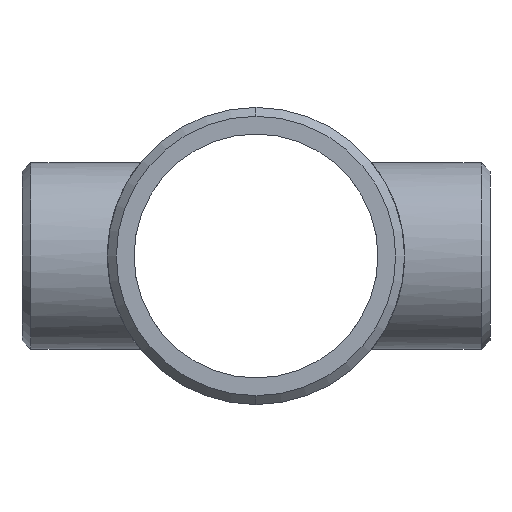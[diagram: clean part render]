
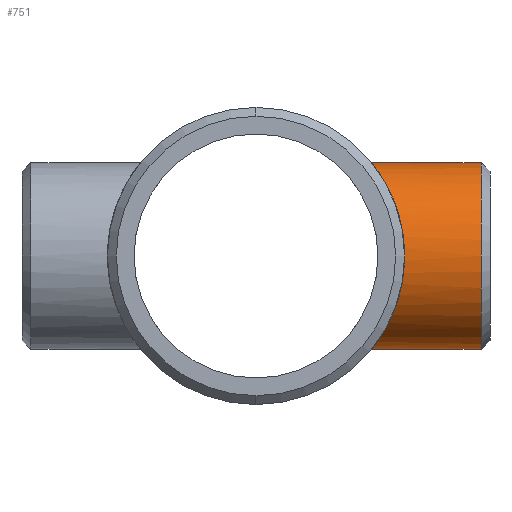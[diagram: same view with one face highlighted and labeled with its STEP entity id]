
A CAD part, left-side view. The second image highlights one B-rep face of the part: STEP entity #751.
In plain terms, the highlighted cylindrical face has radius 44.45 mm (diameter 88.9 mm), a partial arc.
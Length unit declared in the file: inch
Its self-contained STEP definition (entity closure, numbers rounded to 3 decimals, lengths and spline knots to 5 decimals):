
#44 = CARTESIAN_POINT ( 'NONE',  ( 0., -4.38, -1.75 ) ) ;
#53 = DIRECTION ( 'NONE',  ( 0., 1., 0. ) ) ;
#66 = CARTESIAN_POINT ( 'NONE',  ( -1.41675, -2.58471, 1.02881 ) ) ;
#88 = CARTESIAN_POINT ( 'NONE',  ( -1.68905, -2.74353, -0.46153 ) ) ;
#89 = EDGE_CURVE ( 'NONE', #934, #170, #1228, .T. ) ;
#94 = CARTESIAN_POINT ( 'NONE',  ( -1.31533, -2.52975, -1.15969 ) ) ;
#102 = CARTESIAN_POINT ( 'NONE',  ( -1.74367, -2.77752, 0.15159 ) ) ;
#110 = CARTESIAN_POINT ( 'NONE',  ( 0., -2.162, 1.75 ) ) ;
#113 = ORIENTED_EDGE ( 'NONE', *, *, #89, .T. ) ;
#116 = DIRECTION ( 'NONE',  ( 0., 1., 0. ) ) ;
#142 = DIRECTION ( 'NONE',  ( 0., 0., -1. ) ) ;
#144 = ORIENTED_EDGE ( 'NONE', *, *, #609, .F. ) ;
#162 = CARTESIAN_POINT ( 'NONE',  ( -1.31155, -2.52866, 1.15893 ) ) ;
#170 = VERTEX_POINT ( 'NONE', #815 ) ;
#171 = CARTESIAN_POINT ( 'NONE',  ( 0., -4.21333, 1.75 ) ) ;
#183 = CARTESIAN_POINT ( 'NONE',  ( -1.25436, -2.49947, 1.2206 ) ) ;
#190 = CARTESIAN_POINT ( 'NONE',  ( -1.65599, -2.72309, 0.57763 ) ) ;
#196 = CARTESIAN_POINT ( 'NONE',  ( -1.0697, -2.41068, 1.3895 ) ) ;
#204 = CARTESIAN_POINT ( 'NONE',  ( -1.73857, -2.77426, -0.2316 ) ) ;
#205 = EDGE_LOOP ( 'NONE', ( #767, #113, #485, #144 ) ) ;
#216 = CARTESIAN_POINT ( 'NONE',  ( 0., -2.162, -1.75 ) ) ;
#238 = CARTESIAN_POINT ( 'NONE',  ( -0.02984, -2.16215, -1.74981 ) ) ;
#261 = CARTESIAN_POINT ( 'NONE',  ( -1.6904, -2.74433, 0.46744 ) ) ;
#284 = CARTESIAN_POINT ( 'NONE',  ( -0.40977, -2.19977, -1.70234 ) ) ;
#291 = CARTESIAN_POINT ( 'NONE',  ( -1.72557, -2.76618, 0.29709 ) ) ;
#296 = CARTESIAN_POINT ( 'NONE',  ( -1.73454, -2.7718, 0.23944 ) ) ;
#302 = CARTESIAN_POINT ( 'NONE',  ( -1.48073, -2.62043, -0.93315 ) ) ;
#321 = CARTESIAN_POINT ( 'NONE',  ( -0.11907, -2.16507, -1.7462 ) ) ;
#355 = CARTESIAN_POINT ( 'NONE',  ( -1.75022, -2.78164, -0.11497 ) ) ;
#365 = CIRCLE ( 'NONE', #965, 1.75 ) ;
#378 = CARTESIAN_POINT ( 'NONE',  ( -0.62927, -2.25157, -1.6332 ) ) ;
#384 = CARTESIAN_POINT ( 'NONE',  ( -1.74599, -2.77898, 0.12207 ) ) ;
#391 = CARTESIAN_POINT ( 'NONE',  ( -1.02446, -2.39207, -1.41988 ) ) ;
#397 = CARTESIAN_POINT ( 'NONE',  ( -1.74913, -2.78096, 0.06257 ) ) ;
#427 = CARTESIAN_POINT ( 'NONE',  ( -0.05962, -2.16277, -1.74905 ) ) ;
#442 = CARTESIAN_POINT ( 'NONE',  ( 0., -4.21333, 0. ) ) ;
#451 = DIRECTION ( 'NONE',  ( 0., 1., 0. ) ) ;
#461 = CARTESIAN_POINT ( 'NONE',  ( -0.62739, -2.25064, 1.63466 ) ) ;
#482 = CARTESIAN_POINT ( 'NONE',  ( -0.11858, -2.162, 1.75 ) ) ;
#485 = ORIENTED_EDGE ( 'NONE', *, *, #743, .T. ) ;
#488 = CARTESIAN_POINT ( 'NONE',  ( -1.15534, -2.45037, 1.31916 ) ) ;
#496 = CARTESIAN_POINT ( 'NONE',  ( -0.78804, -2.29894, -1.56673 ) ) ;
#503 = CARTESIAN_POINT ( 'NONE',  ( -1.63483, -2.71046, -0.627 ) ) ;
#531 = CYLINDRICAL_SURFACE ( 'NONE', #701, 1.75 ) ;
#559 = CARTESIAN_POINT ( 'NONE',  ( -0.65605, -2.25921, -1.62263 ) ) ;
#579 = CARTESIAN_POINT ( 'NONE',  ( -0.32423, -2.18599, -1.71995 ) ) ;
#585 = CARTESIAN_POINT ( 'NONE',  ( -1.74994, -2.78146, 0.03287 ) ) ;
#590 = CARTESIAN_POINT ( 'NONE',  ( -0.8578, -2.32584, 1.52561 ) ) ;
#600 = CARTESIAN_POINT ( 'NONE',  ( -1.65463, -2.72247, -0.5728 ) ) ;
#609 = EDGE_CURVE ( 'NONE', #1296, #972, #1132, .T. ) ;
#638 = CARTESIAN_POINT ( 'NONE',  ( -0.01488, -2.162, -1.75 ) ) ;
#660 = CARTESIAN_POINT ( 'NONE',  ( -1.51032, -2.63726, -0.88445 ) ) ;
#682 = CARTESIAN_POINT ( 'NONE',  ( -0.73208, -2.28204, 1.59053 ) ) ;
#692 = CARTESIAN_POINT ( 'NONE',  ( -0.88235, -2.33501, 1.51154 ) ) ;
#698 = CARTESIAN_POINT ( 'NONE',  ( -0.23729, -2.17479, -1.73409 ) ) ;
#701 = AXIS2_PLACEMENT_3D ( 'NONE', #718, #116, #142 ) ;
#718 = CARTESIAN_POINT ( 'NONE',  ( 0., -4.38, 0. ) ) ;
#727 = CARTESIAN_POINT ( 'NONE',  ( -0.20786, -2.17177, -1.73787 ) ) ;
#743 = EDGE_CURVE ( 'NONE', #170, #972, #1006, .T. ) ;
#751 = ADVANCED_FACE ( 'NONE', ( #1034 ), #531, .T. ) ;
#759 = CARTESIAN_POINT ( 'NONE',  ( -1.2738, -2.50929, 1.2003 ) ) ;
#762 = DIRECTION ( 'NONE',  ( 0., 0., -1. ) ) ;
#767 = ORIENTED_EDGE ( 'NONE', *, *, #839, .T. ) ;
#779 = CARTESIAN_POINT ( 'NONE',  ( -0.54812, -2.23024, -1.6622 ) ) ;
#786 = CARTESIAN_POINT ( 'NONE',  ( -0.88626, -2.33509, -1.51307 ) ) ;
#793 = CARTESIAN_POINT ( 'NONE',  ( -1.51087, -2.63709, 0.8901 ) ) ;
#798 = CARTESIAN_POINT ( 'NONE',  ( -0.29544, -2.1819, -1.72513 ) ) ;
#815 = CARTESIAN_POINT ( 'NONE',  ( 0., -2.162, 1.75 ) ) ;
#821 = CARTESIAN_POINT ( 'NONE',  ( 0., -4.38, 1.75 ) ) ;
#839 = EDGE_CURVE ( 'NONE', #1296, #934, #365, .T. ) ;
#874 = CARTESIAN_POINT ( 'NONE',  ( -1.38328, -2.56647, 1.07339 ) ) ;
#881 = CARTESIAN_POINT ( 'NONE',  ( -1.7037, -2.75259, -0.40417 ) ) ;
#885 = CARTESIAN_POINT ( 'NONE',  ( -1.56547, -2.66917, -0.78426 ) ) ;
#893 = CARTESIAN_POINT ( 'NONE',  ( -0.57373, -2.23619, 1.65429 ) ) ;
#900 = CARTESIAN_POINT ( 'NONE',  ( -1.59025, -2.68381, -0.73274 ) ) ;
#921 = DIRECTION ( 'NONE',  ( 0., 1., 0. ) ) ;
#926 = VECTOR ( 'NONE', #921, 39.37008 ) ;
#934 = VERTEX_POINT ( 'NONE', #171 ) ;
#951 = CARTESIAN_POINT ( 'NONE',  ( -0.23499, -2.1718, 1.73808 ) ) ;
#965 = AXIS2_PLACEMENT_3D ( 'NONE', #442, #53, #762 ) ;
#972 = VERTEX_POINT ( 'NONE', #216 ) ;
#975 = CARTESIAN_POINT ( 'NONE',  ( -1.46542, -2.61181, -0.95699 ) ) ;
#981 = CARTESIAN_POINT ( 'NONE',  ( -0.954, -2.36303, 1.46737 ) ) ;
#990 = CARTESIAN_POINT ( 'NONE',  ( -1.38641, -2.5678, -1.07383 ) ) ;
#997 = CARTESIAN_POINT ( 'NONE',  ( -0.78311, -2.29899, 1.56603 ) ) ;
#1006 = B_SPLINE_CURVE_WITH_KNOTS ( 'NONE', 3,
 ( #110, #482, #951, #1176, #1082, #1184, #1098, #893, #461, #682, #997, #590, #692, #1076, #981, #196, #488, #183, #759, #162, #1090, #874, #66, #793, #1276, #190, #261, #291, #296, #102, #384, #397, #585, #355, #204, #881, #88, #600, #503, #900, #885, #1155, #660, #302, #975, #990, #94, #1195, #1052, #1289, #391, #786, #496, #559, #378, #1189, #779, #1295, #284, #579, #798, #698, #727, #1216, #321, #1128, #427, #238, #638, #1209 ),
 .UNSPECIFIED., .F., .F.,
 ( 4, 2, 2, 2, 2, 2, 2, 2, 2, 2, 2, 2, 2, 2, 2, 2, 2, 2, 2, 2, 2, 2, 2, 2, 2, 2, 2, 2, 2, 2, 2, 2, 2, 2, 4 ),
 ( 0.14296, 0.15187, 0.1541, 0.15633, 0.16079, 0.16524, 0.16747, 0.1697, 0.17861, 0.18084, 0.18306, 0.18752, 0.19643, 0.20534, 0.2098, 0.21202, 0.21425, 0.22316, 0.22762, 0.23207, 0.23653, 0.23876, 0.24099, 0.2499, 0.25435, 0.25881, 0.26772, 0.26995, 0.27217, 0.27663, 0.27886, 0.28109, 0.28331, 0.28443, 0.28554 ),
 .UNSPECIFIED. ) ;
#1034 = FACE_OUTER_BOUND ( 'NONE', #205, .T. ) ;
#1052 = CARTESIAN_POINT ( 'NONE',  ( -1.15506, -2.45091, -1.31584 ) ) ;
#1076 = CARTESIAN_POINT ( 'NONE',  ( -0.93042, -2.3536, 1.48243 ) ) ;
#1082 = CARTESIAN_POINT ( 'NONE',  ( -0.40651, -2.19971, 1.70238 ) ) ;
#1090 = CARTESIAN_POINT ( 'NONE',  ( -1.32988, -2.53823, 1.13785 ) ) ;
#1098 = CARTESIAN_POINT ( 'NONE',  ( -0.49105, -2.2169, 1.67994 ) ) ;
#1128 = CARTESIAN_POINT ( 'NONE',  ( -0.0745, -2.16323, -1.74848 ) ) ;
#1132 = LINE ( 'NONE', #44, #1245 ) ;
#1155 = CARTESIAN_POINT ( 'NONE',  ( -1.5246, -2.64547, -0.8596 ) ) ;
#1167 = CARTESIAN_POINT ( 'NONE',  ( 0., -4.21333, -1.75 ) ) ;
#1176 = CARTESIAN_POINT ( 'NONE',  ( -0.378, -2.19461, 1.70894 ) ) ;
#1184 = CARTESIAN_POINT ( 'NONE',  ( -0.46313, -2.21087, 1.68786 ) ) ;
#1189 = CARTESIAN_POINT ( 'NONE',  ( -0.57533, -2.23709, -1.65297 ) ) ;
#1195 = CARTESIAN_POINT ( 'NONE',  ( -1.19675, -2.47089, -1.27805 ) ) ;
#1209 = CARTESIAN_POINT ( 'NONE',  ( 0., -2.162, -1.75 ) ) ;
#1216 = CARTESIAN_POINT ( 'NONE',  ( -0.14871, -2.16691, -1.74392 ) ) ;
#1228 = LINE ( 'NONE', #821, #926 ) ;
#1245 = VECTOR ( 'NONE', #451, 39.37008 ) ;
#1276 = CARTESIAN_POINT ( 'NONE',  ( -1.5653, -2.66891, 0.79105 ) ) ;
#1289 = CARTESIAN_POINT ( 'NONE',  ( -1.06899, -2.41154, -1.38668 ) ) ;
#1295 = CARTESIAN_POINT ( 'NONE',  ( -0.46572, -2.21095, -1.68787 ) ) ;
#1296 = VERTEX_POINT ( 'NONE', #1167 ) ;
